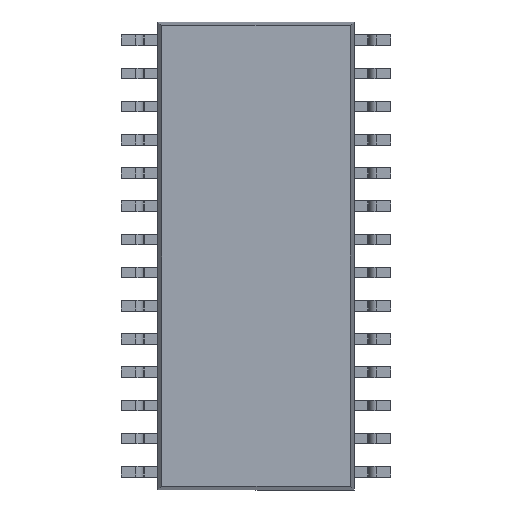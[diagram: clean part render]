
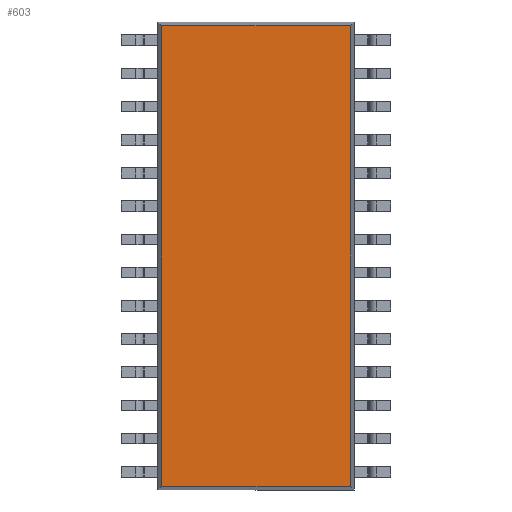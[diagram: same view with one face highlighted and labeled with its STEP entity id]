
A CAD part, front view. The second image highlights one B-rep face of the part: STEP entity #603.
In plain terms, the highlighted planar face has unit normal (0, -1, 0).
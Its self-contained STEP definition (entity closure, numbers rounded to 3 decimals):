
#281 = DIRECTION ( 'NONE',  ( 0., 0., 1. ) ) ;
#603 = ADVANCED_FACE ( 'NONE', ( #6935 ), #4059, .T. ) ;
#803 = DIRECTION ( 'NONE',  ( 0., 0., -1. ) ) ;
#1497 = ORIENTED_EDGE ( 'NONE', *, *, #8700, .T. ) ;
#1605 = LINE ( 'NONE', #11980, #8773 ) ;
#1810 = CARTESIAN_POINT ( 'NONE',  ( -3.75, 0.265, -8.799 ) ) ;
#2085 = DIRECTION ( 'NONE',  ( 0., -1., 0. ) ) ;
#2194 = ORIENTED_EDGE ( 'NONE', *, *, #6200, .T. ) ;
#2312 = VERTEX_POINT ( 'NONE', #3751 ) ;
#2577 = LINE ( 'NONE', #7200, #11269 ) ;
#3054 = CARTESIAN_POINT ( 'NONE',  ( 0., 0.265, 0. ) ) ;
#3209 = LINE ( 'NONE', #1810, #5199 ) ;
#3227 = CARTESIAN_POINT ( 'NONE',  ( 3.599, 0.265, 8.799 ) ) ;
#3485 = VERTEX_POINT ( 'NONE', #7855 ) ;
#3740 = VECTOR ( 'NONE', #803, 1000. ) ;
#3741 = CARTESIAN_POINT ( 'NONE',  ( -3.599, 0.265, 8.95 ) ) ;
#3751 = CARTESIAN_POINT ( 'NONE',  ( -3.599, 0.265, 8.799 ) ) ;
#4059 = PLANE ( 'NONE',  #4996 ) ;
#4735 = CARTESIAN_POINT ( 'NONE',  ( 3.599, 0.265, -8.799 ) ) ;
#4996 = AXIS2_PLACEMENT_3D ( 'NONE', #3054, #2085, #9966 ) ;
#5148 = VERTEX_POINT ( 'NONE', #4735 ) ;
#5199 = VECTOR ( 'NONE', #8738, 1000. ) ;
#6200 = EDGE_CURVE ( 'NONE', #5148, #7560, #1605, .T. ) ;
#6502 = EDGE_CURVE ( 'NONE', #2312, #3485, #11770, .T. ) ;
#6782 = EDGE_CURVE ( 'NONE', #7560, #2312, #2577, .T. ) ;
#6935 = FACE_OUTER_BOUND ( 'NONE', #12445, .T. ) ;
#7126 = ORIENTED_EDGE ( 'NONE', *, *, #6502, .T. ) ;
#7200 = CARTESIAN_POINT ( 'NONE',  ( 3.75, 0.265, 8.799 ) ) ;
#7243 = DIRECTION ( 'NONE',  ( -1., 0., 0. ) ) ;
#7361 = ORIENTED_EDGE ( 'NONE', *, *, #6782, .T. ) ;
#7560 = VERTEX_POINT ( 'NONE', #3227 ) ;
#7855 = CARTESIAN_POINT ( 'NONE',  ( -3.599, 0.265, -8.799 ) ) ;
#8700 = EDGE_CURVE ( 'NONE', #3485, #5148, #3209, .T. ) ;
#8738 = DIRECTION ( 'NONE',  ( 1., 0., 0. ) ) ;
#8773 = VECTOR ( 'NONE', #281, 1000. ) ;
#9966 = DIRECTION ( 'NONE',  ( 0., 0., -1. ) ) ;
#11269 = VECTOR ( 'NONE', #7243, 1000. ) ;
#11770 = LINE ( 'NONE', #3741, #3740 ) ;
#11980 = CARTESIAN_POINT ( 'NONE',  ( 3.599, 0.265, -8.95 ) ) ;
#12445 = EDGE_LOOP ( 'NONE', ( #1497, #2194, #7361, #7126 ) ) ;
